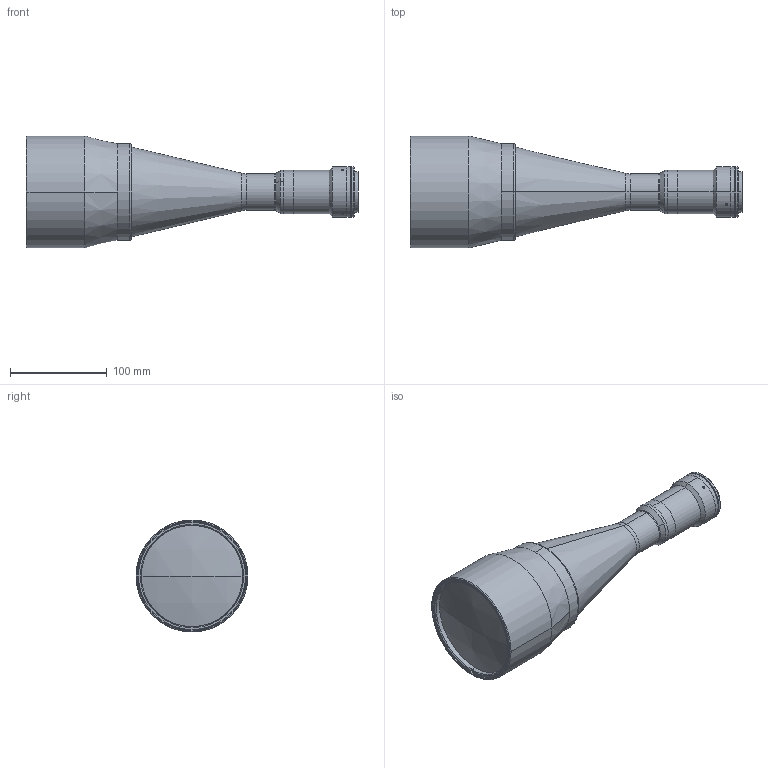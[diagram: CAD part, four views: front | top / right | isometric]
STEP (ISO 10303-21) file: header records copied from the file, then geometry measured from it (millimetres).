
FILE_DESCRIPTION (( 'STEP AP203' ), '1' );
FILE_NAME ('DP32118-A_TC4MHRP080-J.step', '2022-06-13T09:05:56', ( '' ), ( '' ), 'SwSTEP 2.0', 'SolidWorks 2021', '' );
FILE_SCHEMA (( 'CONFIG_CONTROL_DESIGN' ));
Length unit declared in the file: millimetre
Products named in the file (1): DP32118-A_TC4MHRP080-J
Bounding box: 343.9 x 116 x 116 mm (x, y, z)
Surface area: 107758.3 mm2 (no closed solid volume)
Topology: 0 solids, 19 shells, 86 faces, 230 edges, 161 vertices
Faces by surface type: cylinder 42, plane 20, cone 16, torus 6, sphere 2
Entity records: 3001 total; most frequent: CARTESIAN_POINT 718, DIRECTION 518, ORIENTED_EDGE 368, EDGE_CURVE 230, AXIS2_PLACEMENT_3D 217, VERTEX_POINT 161, CIRCLE 130, EDGE_LOOP 102
